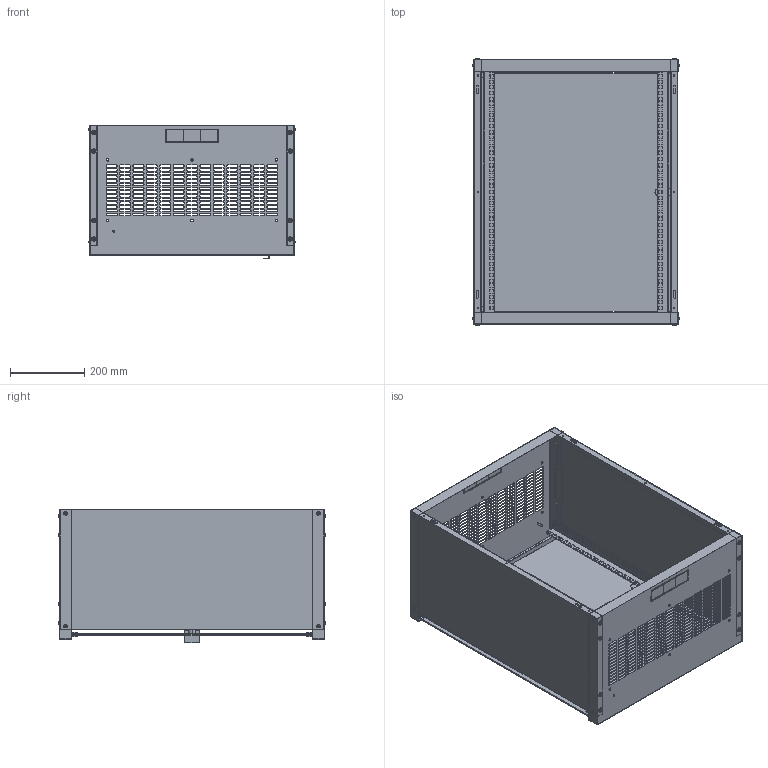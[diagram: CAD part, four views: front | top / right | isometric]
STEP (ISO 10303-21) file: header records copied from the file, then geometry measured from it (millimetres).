
FILE_DESCRIPTION (( 'STEP AP214' ), '1' );
FILE_NAME ('ITK_LINEA_WE_550x350x15U_Stekl.STEP', '2018-11-28T06:55:04', ( '' ), ( '' ), 'SwSTEP 2.0', 'SolidWorks 2014', '' );
FILE_SCHEMA (( 'AUTOMOTIVE_DESIGN' ));
Length unit declared in the file: millimetre
Products named in the file (13): Vint_rezb_Œ4å6; Bokovina_15U; Vint_petli; Gayka; ITK_LINEA_WE_550x350x15U_Stekl; Ruchka; Steklo_15U; Bokovina_550x350_15U; Dver_stekl_15U; Petlya_stekl_00; Vint_01; Ugolok_15U; Osnovanie_550x350
Assembly tree (46 placements, depth 3):
  ITK_LINEA_WE_550x350x15U_Stekl
    Osnovanie_550x350  x2
    Bokovina_550x350_15U  x2
      Bokovina_15U
      Gayka
    Ugolok_15U  x2
    Vint_01  x20
    Vint_rezb_Œ4å6  x8
    Dver_stekl_15U
      Steklo_15U
      Ruchka
      Petlya_stekl_00  x2
      Vint_petli  x4
Bounding box: 554.72 x 718.86 x 359.5 mm (x, y, z)
Volume: 2556686.2 mm3; surface area: 3004973.4 mm2
Topology: 46 solids, 46 shells, 4801 faces, 13554 edges, 8878 vertices
Faces by surface type: plane 3069, cylinder 1554, bspline 96, sphere 56, torus 16, cone 10
Entity records: 65842 total; most frequent: CARTESIAN_POINT 11717, ORIENTED_EDGE 11100, DIRECTION 10856, EDGE_CURVE 5550, VECTOR 4094, LINE 4094, VERTEX_POINT 3658, AXIS2_PLACEMENT_3D 3381
